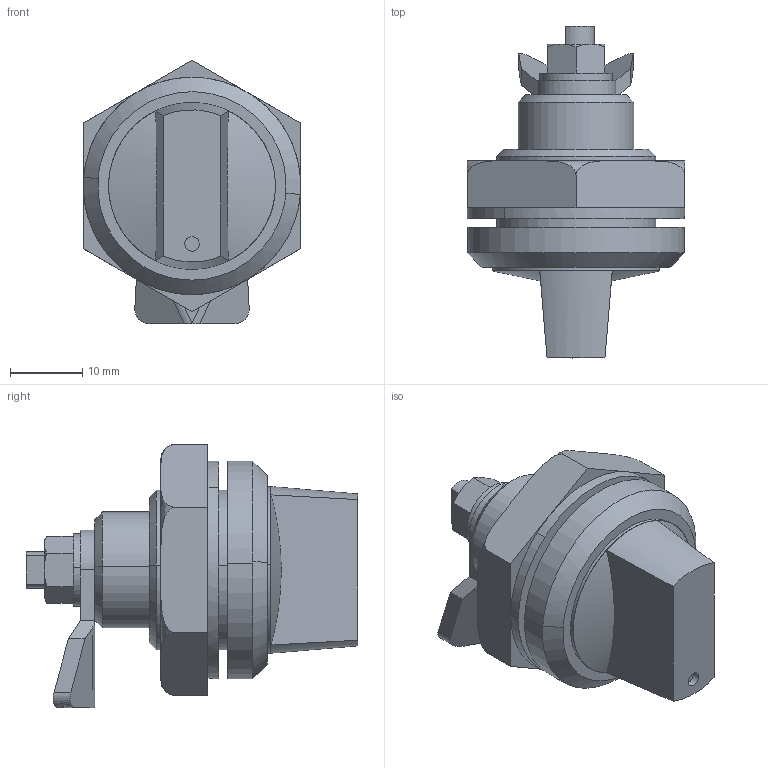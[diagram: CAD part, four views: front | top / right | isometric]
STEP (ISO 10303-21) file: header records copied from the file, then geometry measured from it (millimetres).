
FILE_DESCRIPTION((''),'2;1');
FILE_NAME('','2007-03-27T16:41:17',(''),(''),'','CADfix','');
FILE_SCHEMA(('AUTOMOTIVE_DESIGN { 1 0 10303 214 1 1 1 1 }'));
Length unit declared in the file: millimetre
Bounding box: 30 x 45.8 x 36.32 mm (x, y, z)
Volume: 15182.6 mm3; surface area: 9124.9 mm2
Topology: 5 solids, 5 shells, 115 faces, 334 edges, 240 vertices
Faces by surface type: bspline 115
Entity records: 4604 total; most frequent: CARTESIAN_POINT 2692, ORIENTED_EDGE 668, EDGE_CURVE 334, VERTEX_POINT 240, EDGE_LOOP 134, QUASI_UNIFORM_CURVE 126, FACE_OUTER_BOUND 115, ADVANCED_FACE 115
